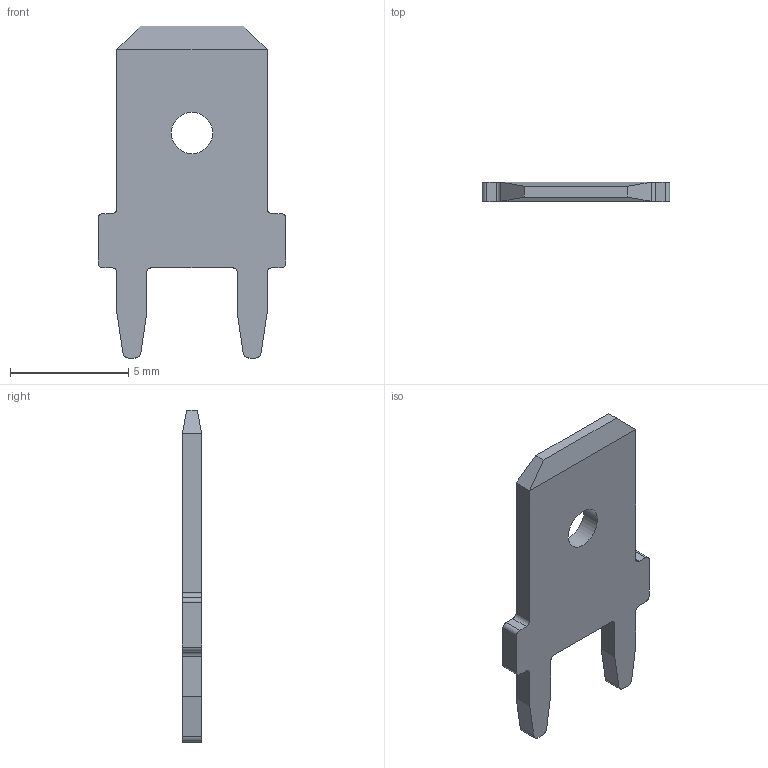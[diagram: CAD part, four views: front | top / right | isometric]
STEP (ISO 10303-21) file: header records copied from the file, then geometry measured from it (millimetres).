
FILE_DESCRIPTION((' '),'2;1');
FILE_NAME( '019.68.062.stp', '2022-09-02T09:03:52', (' '), ('--- Datakit www.datakit.com---'), ' Datakit CrossCadWare V2022.3 Jun 15 2022', 'DATAKIT 2022 (c)', ' ');
FILE_SCHEMA(('AP242_MANAGED_MODEL_BASED_3D_ENGINEERING_MIM_LF { 1 0 10303 442 1 1 4 }'));
Length unit declared in the file: millimetre
Products named in the file (1): 019.68.062
Bounding box: 7.92 x 0.81 x 14.02 mm (x, y, z)
Volume: 58.7 mm3; surface area: 188.7 mm2
Topology: 1 solids, 1 shells, 41 faces, 113 edges, 74 vertices
Faces by surface type: plane 26, cylinder 15
Full cylindrical faces by diameter (mm): 1.75 x1
Entity records: 1373 total; most frequent: CARTESIAN_POINT 228, DIRECTION 226, ORIENTED_EDGE 224, EDGE_CURVE 112, VECTOR 82, LINE 82, VERTEX_POINT 74, AXIS2_PLACEMENT_3D 72
